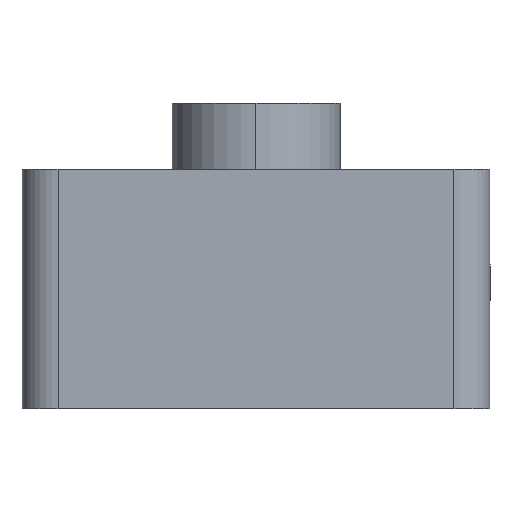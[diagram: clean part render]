
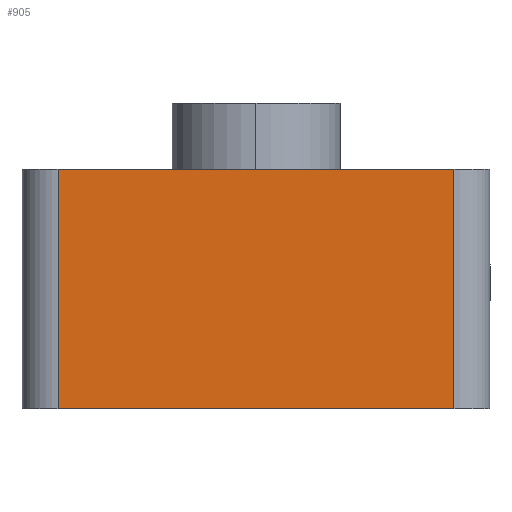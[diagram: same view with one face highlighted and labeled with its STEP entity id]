
A CAD part, left-side view. The second image highlights one B-rep face of the part: STEP entity #905.
In plain terms, the highlighted planar face has unit normal (-1, 0, 0).
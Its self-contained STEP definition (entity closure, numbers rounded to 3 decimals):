
#46 = DIRECTION ( 'NONE',  ( 1., 0., 0. ) ) ;
#69 = ORIENTED_EDGE ( 'NONE', *, *, #1165, .T. ) ;
#73 = FACE_OUTER_BOUND ( 'NONE', #291, .T. ) ;
#120 = DIRECTION ( 'NONE',  ( 0., -1., 0. ) ) ;
#128 = ORIENTED_EDGE ( 'NONE', *, *, #1445, .T. ) ;
#147 = CARTESIAN_POINT ( 'NONE',  ( -66., 16.5, 20. ) ) ;
#205 = CARTESIAN_POINT ( 'NONE',  ( -66., 16.5, 20. ) ) ;
#230 = CARTESIAN_POINT ( 'NONE',  ( -66., -16.5, 0. ) ) ;
#233 = DIRECTION ( 'NONE',  ( 0., 0., -1. ) ) ;
#248 = CARTESIAN_POINT ( 'NONE',  ( -66., -16.5, 20. ) ) ;
#291 = EDGE_LOOP ( 'NONE', ( #128, #1210, #454, #69 ) ) ;
#453 = AXIS2_PLACEMENT_3D ( 'NONE', #205, #46, #1018 ) ;
#454 = ORIENTED_EDGE ( 'NONE', *, *, #1418, .F. ) ;
#455 = DIRECTION ( 'NONE',  ( 0., 0., -1. ) ) ;
#525 = VERTEX_POINT ( 'NONE', #772 ) ;
#530 = VECTOR ( 'NONE', #455, 1000. ) ;
#549 = LINE ( 'NONE', #951, #1425 ) ;
#569 = EDGE_CURVE ( 'NONE', #525, #689, #992, .T. ) ;
#689 = VERTEX_POINT ( 'NONE', #230 ) ;
#772 = CARTESIAN_POINT ( 'NONE',  ( -66., -16.5, 20. ) ) ;
#785 = LINE ( 'NONE', #902, #530 ) ;
#851 = VECTOR ( 'NONE', #120, 1000. ) ;
#902 = CARTESIAN_POINT ( 'NONE',  ( -66., 16.5, 20. ) ) ;
#905 = ADVANCED_FACE ( 'NONE', ( #73 ), #1370, .F. ) ;
#951 = CARTESIAN_POINT ( 'NONE',  ( -66., 16.5, 0. ) ) ;
#982 = VERTEX_POINT ( 'NONE', #147 ) ;
#992 = LINE ( 'NONE', #248, #1292 ) ;
#1018 = DIRECTION ( 'NONE',  ( 0., 0., -1. ) ) ;
#1058 = DIRECTION ( 'NONE',  ( 0., -1., 0. ) ) ;
#1165 = EDGE_CURVE ( 'NONE', #982, #1417, #785, .T. ) ;
#1187 = CARTESIAN_POINT ( 'NONE',  ( -66., 16.5, 20. ) ) ;
#1210 = ORIENTED_EDGE ( 'NONE', *, *, #569, .F. ) ;
#1277 = CARTESIAN_POINT ( 'NONE',  ( -66., 16.5, 0. ) ) ;
#1292 = VECTOR ( 'NONE', #233, 1000. ) ;
#1370 = PLANE ( 'NONE',  #453 ) ;
#1417 = VERTEX_POINT ( 'NONE', #1277 ) ;
#1418 = EDGE_CURVE ( 'NONE', #982, #525, #1456, .T. ) ;
#1425 = VECTOR ( 'NONE', #1058, 1000. ) ;
#1445 = EDGE_CURVE ( 'NONE', #1417, #689, #549, .T. ) ;
#1456 = LINE ( 'NONE', #1187, #851 ) ;
